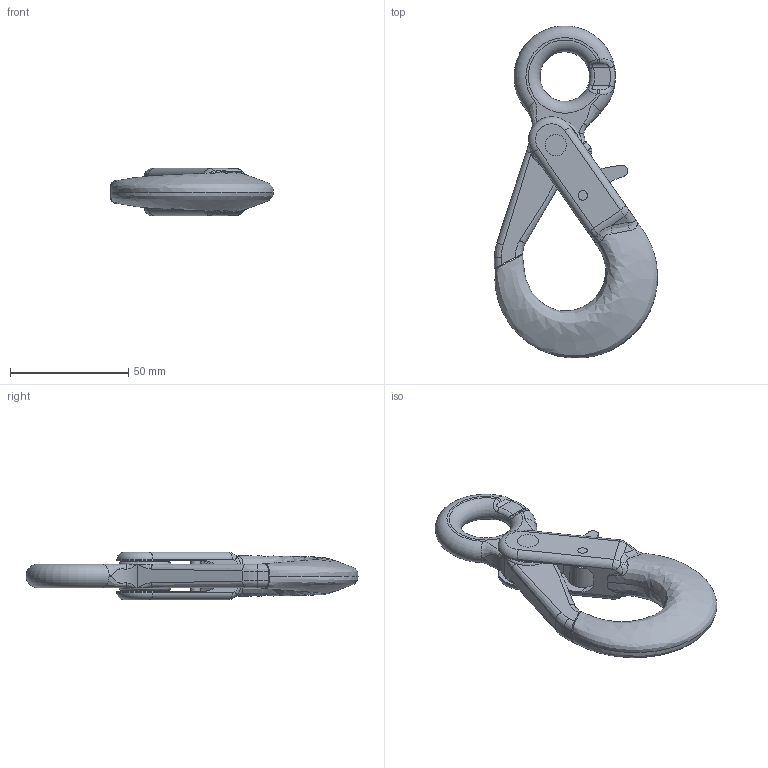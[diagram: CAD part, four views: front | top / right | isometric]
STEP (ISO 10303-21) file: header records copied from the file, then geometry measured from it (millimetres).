
FILE_DESCRIPTION(/* description */ (''),/* implementation_level */ '2;1');
FILE_NAME(/* name */ 'LHW 5_6 Kundenmodell',/* time_stamp */ '2010-01-13T10:14:53+01:00',/* author */ (''),/* organization */ (''),/* preprocessor_version */ 'ST-DEVELOPER v9',/* originating_system */ 'UGS - NX 4.0',/* authorisation */ '');
FILE_SCHEMA (('AUTOMOTIVE_DESIGN { 1 0 10303 214 1 1 1 1 }'));
Length unit declared in the file: millimetre
Products named in the file (1): rit64B26868
Bounding box: 69.08 x 140.61 x 20 mm (x, y, z)
Volume: 54583 mm3; surface area: 19974.5 mm2
Topology: 5 solids, 5 shells, 153 faces, 370 edges, 219 vertices
Faces by surface type: cylinder 46, bspline 46, plane 39, torus 20, sphere 2
Full cylindrical faces by diameter (mm): 4 x4, 9 x3, 10 x1
Entity records: 7277 total; most frequent: CARTESIAN_POINT 4062, ORIENTED_EDGE 708, DIRECTION 596, EDGE_CURVE 354, AXIS2_PLACEMENT_3D 250, VERTEX_POINT 218, EDGE_LOOP 174, ADVANCED_FACE 153
